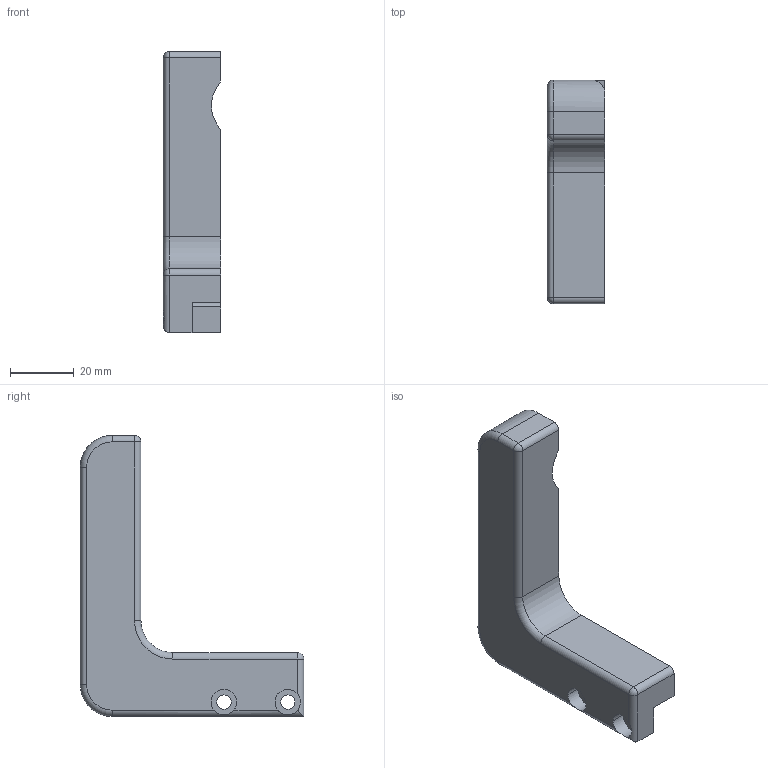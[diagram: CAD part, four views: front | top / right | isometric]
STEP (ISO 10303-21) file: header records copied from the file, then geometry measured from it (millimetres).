
FILE_DESCRIPTION (( 'STEP AP203' ), '1' );
FILE_NAME ('finger1-right.STEP', '2016-06-28T15:50:08', ( '' ), ( '' ), 'SwSTEP 2.0', 'SolidWorks 2015', '' );
FILE_SCHEMA (( 'CONFIG_CONTROL_DESIGN' ));
Length unit declared in the file: millimetre
Products named in the file (1): finger1-right
Bounding box: 18 x 70 x 88 mm (x, y, z)
Volume: 43237.8 mm3; surface area: 10797.3 mm2
Topology: 1 solids, 1 shells, 47 faces, 124 edges, 77 vertices
Faces by surface type: cylinder 23, plane 19, torus 3, sphere 2
Entity records: 1575 total; most frequent: CARTESIAN_POINT 311, DIRECTION 260, ORIENTED_EDGE 244, EDGE_CURVE 122, AXIS2_PLACEMENT_3D 96, VERTEX_POINT 77, LINE 68, VECTOR 68
